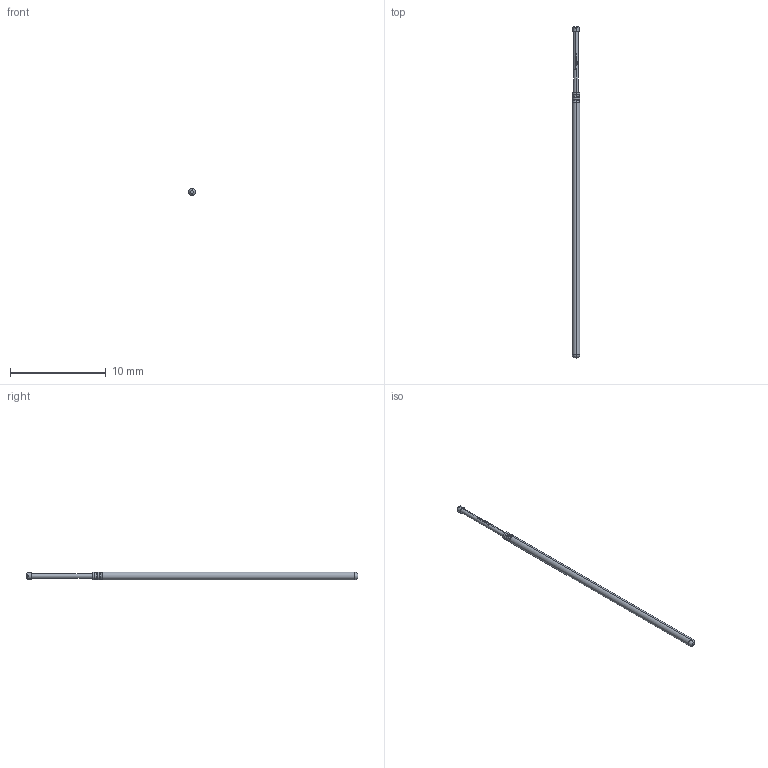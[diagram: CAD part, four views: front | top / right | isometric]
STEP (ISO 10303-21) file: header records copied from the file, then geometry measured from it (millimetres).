
FILE_DESCRIPTION (( 'STEP AP203' ), '1' );
FILE_NAME ('INGUN_GKS-550_360_060_A_xx00.STEP', '2021-12-20T10:28:57', ( 'ochi' ), ( '' ), 'SwSTEP 2.0', 'SolidWorks 2018', '' );
FILE_SCHEMA (( 'CONFIG_CONTROL_DESIGN' ));
Length unit declared in the file: millimetre
Products named in the file (1): INGUN_GKS-550_360_060_A_xx00
Bounding box: 0.78 x 34.6 x 0.78 mm (x, y, z)
Volume: 14.5 mm3; surface area: 79.9 mm2
Topology: 1 solids, 1 shells, 122 faces, 308 edges, 191 vertices
Faces by surface type: plane 61, cylinder 29, bspline 22, torus 10
Entity records: 5026 total; most frequent: CARTESIAN_POINT 2477, ORIENTED_EDGE 616, DIRECTION 346, EDGE_CURVE 308, B_SPLINE_CURVE_WITH_KNOTS 192, VERTEX_POINT 191, AXIS2_PLACEMENT_3D 135, EDGE_LOOP 125
